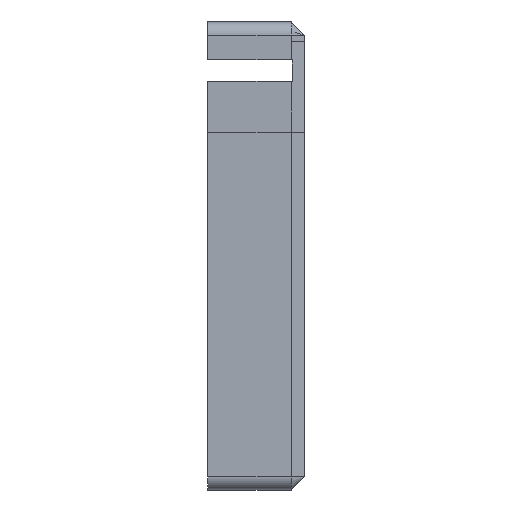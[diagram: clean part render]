
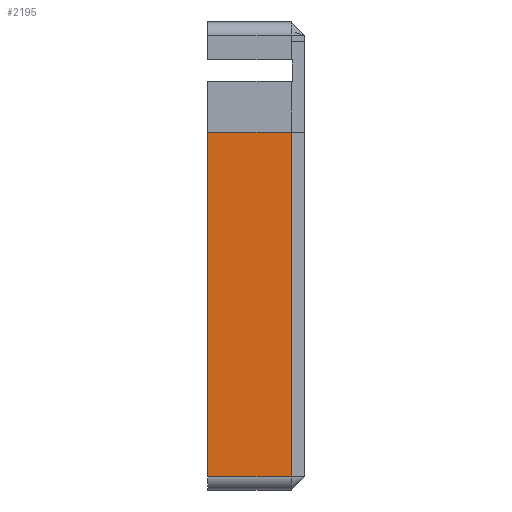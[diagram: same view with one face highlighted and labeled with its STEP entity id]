
A CAD part, front view. The second image highlights one B-rep face of the part: STEP entity #2195.
In plain terms, the highlighted planar face has unit normal (0, -1, 0).
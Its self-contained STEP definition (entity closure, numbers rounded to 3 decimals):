
#120=FACE_OUTER_BOUND('',#248,.T.);
#248=EDGE_LOOP('',(#1663,#1664,#1665,#1666));
#450=LINE('',#3266,#738);
#460=LINE('',#3297,#748);
#461=LINE('',#3301,#749);
#462=LINE('',#3302,#750);
#738=VECTOR('',#2640,10.);
#748=VECTOR('',#2672,10.);
#749=VECTOR('',#2677,10.);
#750=VECTOR('',#2678,10.);
#945=VERTEX_POINT('',#3087);
#1012=VERTEX_POINT('',#3264);
#1022=VERTEX_POINT('',#3296);
#1023=VERTEX_POINT('',#3300);
#1247=EDGE_CURVE('',#945,#1012,#450,.T.);
#1262=EDGE_CURVE('',#1012,#1022,#460,.T.);
#1264=EDGE_CURVE('',#945,#1023,#461,.T.);
#1265=EDGE_CURVE('',#1022,#1023,#462,.T.);
#1663=ORIENTED_EDGE('',*,*,#1247,.F.);
#1664=ORIENTED_EDGE('',*,*,#1264,.T.);
#1665=ORIENTED_EDGE('',*,*,#1265,.F.);
#1666=ORIENTED_EDGE('',*,*,#1262,.F.);
#2086=PLANE('',#2345);
#2195=ADVANCED_FACE('',(#120),#2086,.T.);
#2345=AXIS2_PLACEMENT_3D('',#3299,#2675,#2676);
#2640=DIRECTION('',(0.,0.,-1.));
#2672=DIRECTION('',(-1.,0.,0.));
#2675=DIRECTION('center_axis',(0.,-1.,0.));
#2676=DIRECTION('ref_axis',(-1.,0.,0.));
#2677=DIRECTION('',(-1.,0.,0.));
#2678=DIRECTION('',(0.,0.,1.));
#3087=CARTESIAN_POINT('',(216.435,23.673,-5.546));
#3264=CARTESIAN_POINT('',(216.435,23.673,-31.9));
#3266=CARTESIAN_POINT('',(216.435,23.673,-3.546));
#3296=CARTESIAN_POINT('',(210.052,23.673,-31.9));
#3297=CARTESIAN_POINT('',(215.785,23.673,-31.9));
#3299=CARTESIAN_POINT('Origin',(216.535,23.673,-5.546));
#3300=CARTESIAN_POINT('',(210.052,23.673,-5.546));
#3301=CARTESIAN_POINT('',(210.052,23.673,-5.546));
#3302=CARTESIAN_POINT('',(210.052,23.673,-33.178));
